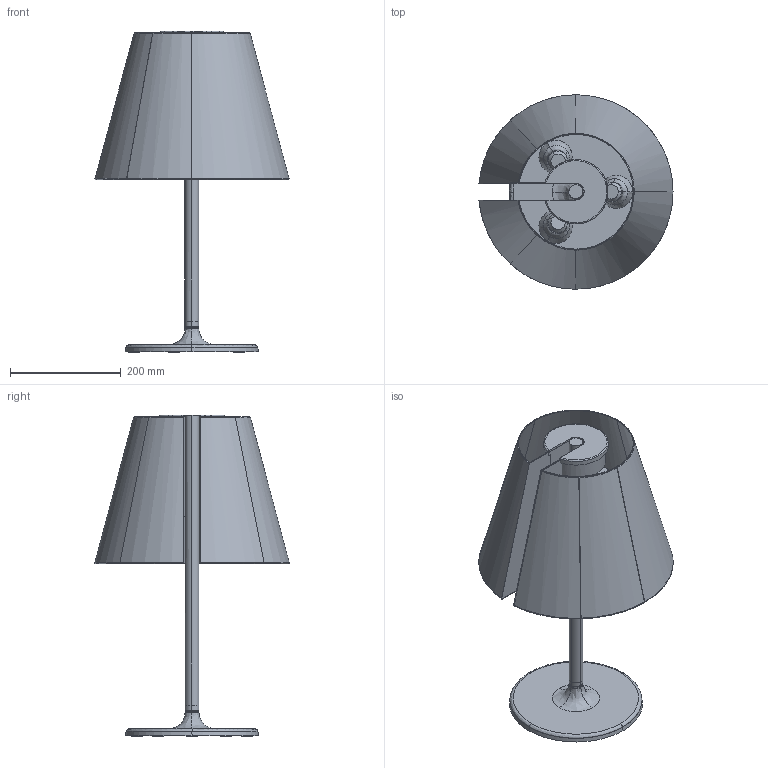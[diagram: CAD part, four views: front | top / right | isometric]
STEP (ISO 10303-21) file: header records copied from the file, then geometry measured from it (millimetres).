
FILE_DESCRIPTION(/* description */ (''),/* implementation_level */ '2;1');
FILE_NAME(/* name */ 'Melampo_Tavolo_3D',/* time_stamp */ '2011-11-14T11:11:30+01:00',/* author */ (''),/* organization */ (''),/* preprocessor_version */ 'ST-DEVELOPER v10',/* originating_system */ '',/* authorisation */ '');
FILE_SCHEMA (('CONFIG_CONTROL_DESIGN'));
Length unit declared in the file: millimetre
Products named in the file (1): 1
Bounding box: 349.79 x 350.43 x 579.7 mm (x, y, z)
Volume: 2167688 mm3; surface area: 898282 mm2
Topology: 7 solids, 7 shells, 204 faces, 481 edges, 285 vertices
Faces by surface type: bspline 178, plane 26
Entity records: 6801 total; most frequent: CARTESIAN_POINT 4183, ORIENTED_EDGE 938, EDGE_CURVE 469, VERTEX_POINT 285, EDGE_LOOP 212, ADVANCED_FACE 204, FACE_OUTER_BOUND 204, B_SPLINE_CURVE_WITH_KNOTS 116
